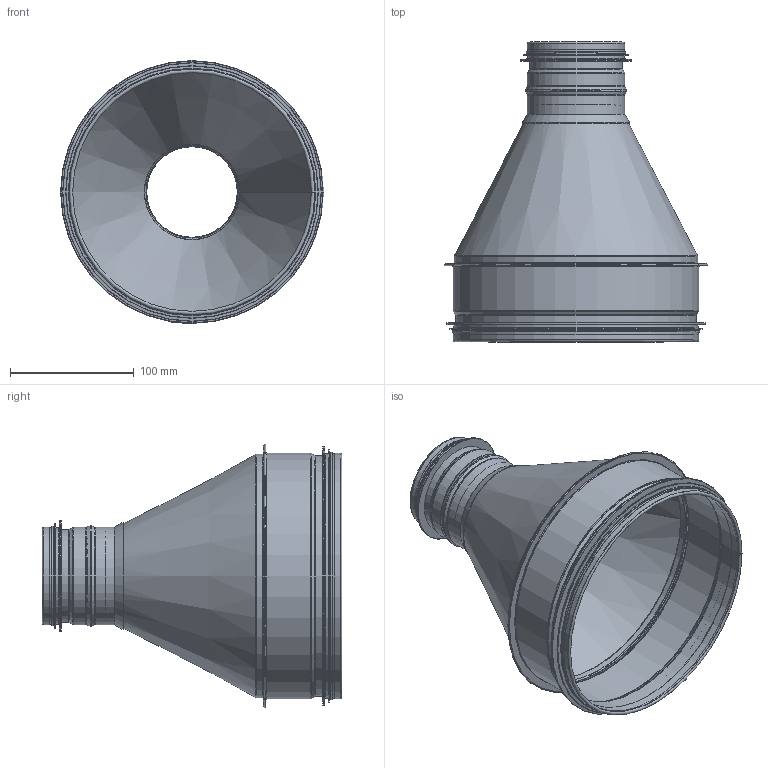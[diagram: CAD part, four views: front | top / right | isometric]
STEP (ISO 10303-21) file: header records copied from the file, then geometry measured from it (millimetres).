
FILE_DESCRIPTION((''),'2;1');
FILE_NAME('HFC_06-02.stp','2014-02-19T13:50:20',(''),(''),'Autodesk Inventor 2013','Autodesk Inventor 2013','');
FILE_SCHEMA(('AUTOMOTIVE_DESIGN { 1 2 10303 214 0 1 1 1 }'));
Length unit declared in the file: millimetre
Products named in the file (8): HFC_06-02; KonPunktadHFC-200-80; StosMedFals-200; StosMedFalsRörämne-200; 999006; StosHFC-200-80; StosRörämneHFC_200-80; 999002
Assembly tree (7 placements, depth 3):
  HFC_06-02
    KonPunktadHFC-200-80
    StosMedFals-200
      StosMedFalsRörämne-200
      999006
    StosHFC-200-80
      StosRörämneHFC_200-80
      999002
Bounding box: 213.44 x 242.6 x 213.44 mm (x, y, z)
Volume: 103605.5 mm3; surface area: 315771 mm2
Topology: 5 solids, 5 shells, 190 faces, 372 edges, 198 vertices
Faces by surface type: plane 91, torus 46, cylinder 32, cone 21
Full cylindrical faces by diameter (mm): 73.25 x1, 74.25 x1, 75.45 x1, 76.85 x1, 78.05 x7, 79.05 x3, 84.45 x1, 89.45 x1, 193.15 x1, 194.15 x1, 195.35 x1, 195.75 x1, 196.95 x1, 197.95 x5, 198.95 x2, 201.95 x1, 204.35 x1, 209.35 x1, 210.95 x1
Entity records: 4978 total; most frequent: DIRECTION 940, CARTESIAN_POINT 747, ORIENTED_EDGE 688, AXIS2_PLACEMENT_3D 391, EDGE_CURVE 344, EDGE_LOOP 228, VERTEX_POINT 198, FACE_OUTER_BOUND 190
